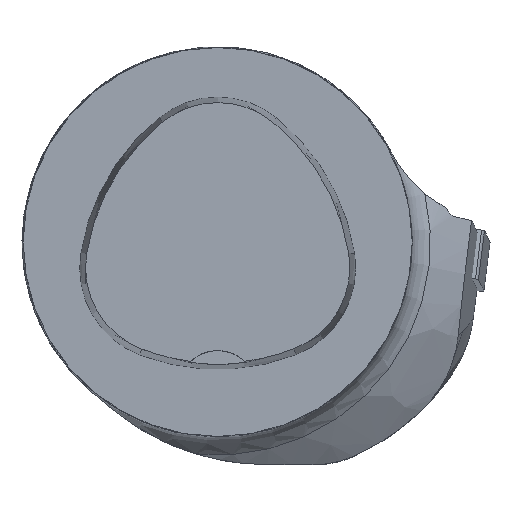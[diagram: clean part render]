
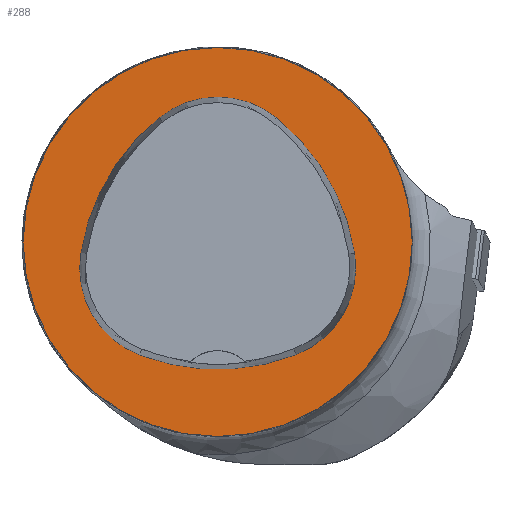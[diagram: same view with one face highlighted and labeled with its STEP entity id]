
A CAD part, top view. The second image highlights one B-rep face of the part: STEP entity #288.
In plain terms, the highlighted planar face has unit normal (0, 0, 1).
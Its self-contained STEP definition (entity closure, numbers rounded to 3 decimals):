
#122=PLANE('',#1551);
#288=ADVANCED_FACE('',(#542,#543),#122,.T.);
#542=FACE_BOUND('',#607,.T.);
#543=FACE_BOUND('',#608,.T.);
#607=EDGE_LOOP('',(#906,#907,#908,#909,#910,#911));
#608=EDGE_LOOP('',(#912));
#906=ORIENTED_EDGE('',*,*,#1270,.T.);
#907=ORIENTED_EDGE('',*,*,#1250,.T.);
#908=ORIENTED_EDGE('',*,*,#1254,.T.);
#909=ORIENTED_EDGE('',*,*,#1257,.T.);
#910=ORIENTED_EDGE('',*,*,#1260,.T.);
#911=ORIENTED_EDGE('',*,*,#1268,.T.);
#912=ORIENTED_EDGE('',*,*,#1134,.F.);
#1012=VERTEX_POINT('',#2022);
#1091=VERTEX_POINT('',#2384);
#1092=VERTEX_POINT('',#2385);
#1095=VERTEX_POINT('',#2393);
#1097=VERTEX_POINT('',#2399);
#1099=VERTEX_POINT('',#2405);
#1106=VERTEX_POINT('',#2426);
#1134=EDGE_CURVE('',#1012,#1012,#1309,.T.);
#1250=EDGE_CURVE('',#1091,#1092,#1335,.T.);
#1254=EDGE_CURVE('',#1092,#1095,#1337,.T.);
#1257=EDGE_CURVE('',#1095,#1097,#1339,.T.);
#1260=EDGE_CURVE('',#1097,#1099,#1341,.T.);
#1268=EDGE_CURVE('',#1099,#1106,#1345,.T.);
#1270=EDGE_CURVE('',#1106,#1091,#1347,.T.);
#1309=CIRCLE('',#1447,25.);
#1335=CIRCLE('',#1529,28.);
#1337=CIRCLE('',#1532,12.);
#1339=CIRCLE('',#1535,28.);
#1341=CIRCLE('',#1538,12.);
#1345=CIRCLE('',#1543,28.);
#1347=CIRCLE('',#1546,12.);
#1447=AXIS2_PLACEMENT_3D('',#2021,#1616,#1617);
#1529=AXIS2_PLACEMENT_3D('',#2383,#1832,#1833);
#1532=AXIS2_PLACEMENT_3D('',#2392,#1840,#1841);
#1535=AXIS2_PLACEMENT_3D('',#2398,#1847,#1848);
#1538=AXIS2_PLACEMENT_3D('',#2404,#1854,#1855);
#1543=AXIS2_PLACEMENT_3D('',#2427,#1866,#1867);
#1546=AXIS2_PLACEMENT_3D('',#2430,#1872,#1873);
#1551=AXIS2_PLACEMENT_3D('',#2435,#1882,#1883);
#1616=DIRECTION('',(0.,0.,-1.));
#1617=DIRECTION('',(-1.,0.,0.));
#1832=DIRECTION('',(0.,0.,-1.));
#1833=DIRECTION('',(-1.,0.,0.));
#1840=DIRECTION('',(0.,0.,-1.));
#1841=DIRECTION('',(-1.,0.,0.));
#1847=DIRECTION('',(0.,0.,-1.));
#1848=DIRECTION('',(-1.,0.,0.));
#1854=DIRECTION('',(0.,0.,-1.));
#1855=DIRECTION('',(-1.,0.,0.));
#1866=DIRECTION('',(0.,0.,-1.));
#1867=DIRECTION('',(-1.,0.,0.));
#1872=DIRECTION('',(0.,0.,-1.));
#1873=DIRECTION('',(-1.,0.,0.));
#1882=DIRECTION('',(0.,0.,1.));
#1883=DIRECTION('',(1.,0.,0.));
#2021=CARTESIAN_POINT('',(0.,0.,0.));
#2022=CARTESIAN_POINT('',(-25.,0.,0.));
#2383=CARTESIAN_POINT('',(10.068,-5.824,0.));
#2384=CARTESIAN_POINT('',(-17.584,-1.424,0.));
#2385=CARTESIAN_POINT('',(-7.531,15.953,0.));
#2392=CARTESIAN_POINT('',(0.011,6.62,0.));
#2393=CARTESIAN_POINT('',(7.567,15.942,0.));
#2398=CARTESIAN_POINT('',(-10.063,-5.81,0.));
#2399=CARTESIAN_POINT('',(17.59,-1.418,0.));
#2404=CARTESIAN_POINT('',(5.739,-3.3,0.));
#2405=CARTESIAN_POINT('',(10.05,-14.499,0.));
#2426=CARTESIAN_POINT('',(-10.025,-14.516,0.));
#2427=CARTESIAN_POINT('',(-0.01,11.631,0.));
#2430=CARTESIAN_POINT('',(-5.733,-3.31,0.));
#2435=CARTESIAN_POINT('',(0.,0.,0.));
